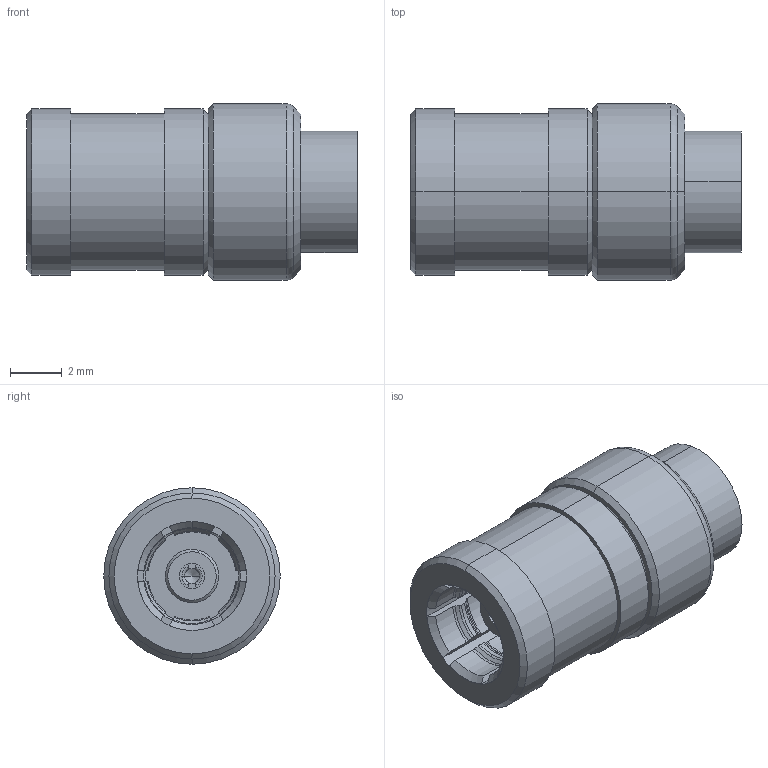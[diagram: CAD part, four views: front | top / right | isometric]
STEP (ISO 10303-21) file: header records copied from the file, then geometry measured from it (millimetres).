
FILE_DESCRIPTION (( 'STEP AP214' ), '1' );
FILE_NAME ('ÑÖÍÊ.434531.042ÑÁ_Ðîçåòêà+äëÿ ïîòðåáèòåëÿ.STEP', '2018-11-30T10:23:02', ( 'User' ), ( '' ), 'SwSTEP 2.0', 'SolidWorks 2016', '' );
FILE_SCHEMA (( 'AUTOMOTIVE_DESIGN' ));
Length unit declared in the file: millimetre
Products named in the file (1): ÑÖÍÊ.434531.042ÑÁ_Ðîçåòêà+äëÿ ïîòðåáèòåëÿ
Bounding box: 12.75 x 6.8 x 6.8 mm (x, y, z)
Volume: 290 mm3; surface area: 465.7 mm2
Topology: 1 solids, 1 shells, 149 faces, 389 edges, 248 vertices
Faces by surface type: cone 39, cylinder 38, torus 37, plane 35
Entity records: 6588 total; most frequent: CARTESIAN_POINT 1301, DIRECTION 775, ORIENTED_EDGE 774, EDGE_CURVE 387, AXIS2_PLACEMENT_3D 326, VERTEX_POINT 248, CIRCLE 176, EDGE_LOOP 157
